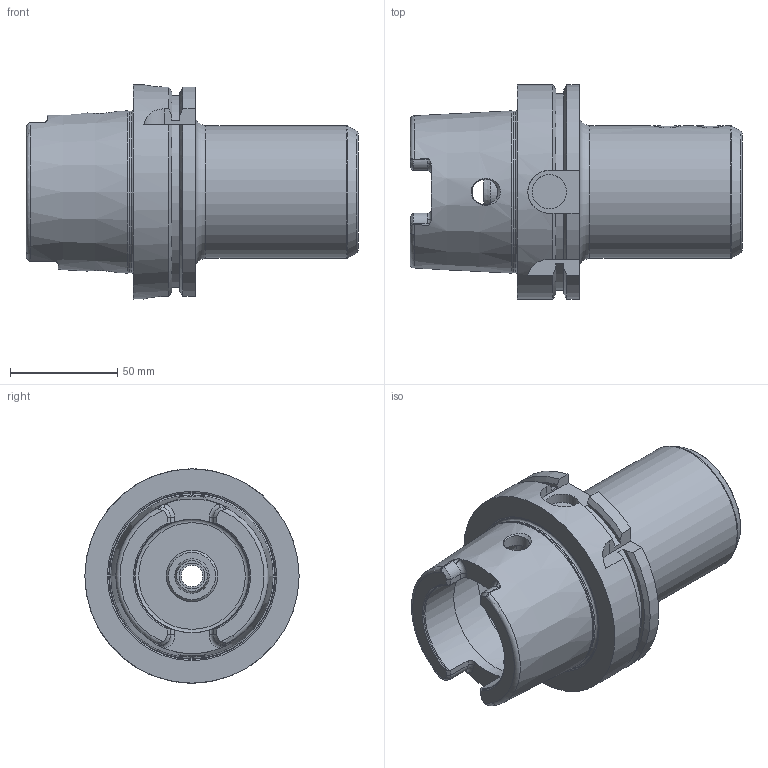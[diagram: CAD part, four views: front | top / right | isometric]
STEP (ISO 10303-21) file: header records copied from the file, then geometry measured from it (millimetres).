
FILE_DESCRIPTION((''),'2;1');
FILE_NAME('542077432105-3D.stp','2020-07-03T11:37:14',('nttooll'),(''),'Autodesk Inventor 2012','Autodesk Inventor 2012','');
FILE_SCHEMA(('AUTOMOTIVE_DESIGN { 1 0 10303 214 1 1 1 1 }'));
Length unit declared in the file: millimetre
Products named in the file (1): 542077432105-3D
Bounding box: 155 x 100 x 100 mm (x, y, z)
Volume: 433917.5 mm3; surface area: 73203.2 mm2
Topology: 1 solids, 1 shells, 147 faces, 372 edges, 232 vertices
Faces by surface type: plane 48, cylinder 46, cone 34, torus 19
Full cylindrical faces by diameter (mm): 8 x2, 9.238 x2, 10 x1, 12 x3, 15.3 x1, 16 x2, 24 x1, 32 x1, 32.4 x1, 53 x1, 53.8 x1, 62 x1, 63 x1, 75.3 x1, 100 x1
Entity records: 4553 total; most frequent: CARTESIAN_POINT 1341, DIRECTION 667, ORIENTED_EDGE 610, EDGE_CURVE 305, AXIS2_PLACEMENT_3D 284, VERTEX_POINT 216, EDGE_LOOP 209, FACE_OUTER_BOUND 147
